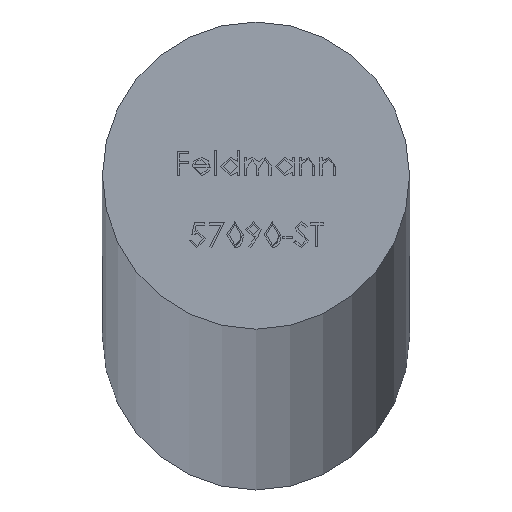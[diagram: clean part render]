
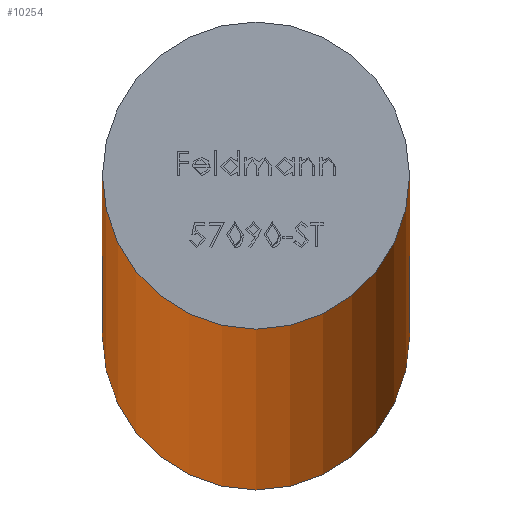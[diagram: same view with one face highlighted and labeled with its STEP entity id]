
A CAD part, top view. The second image highlights one B-rep face of the part: STEP entity #10254.
In plain terms, the highlighted cylindrical face has radius 5 mm (diameter 10 mm), a partial arc.
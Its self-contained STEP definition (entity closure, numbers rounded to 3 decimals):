
#314 = EDGE_CURVE ( 'NONE', #10725, #11637, #9319, .T. ) ;
#405 = CARTESIAN_POINT ( 'NONE',  ( 0., 0., 0. ) ) ;
#1107 = AXIS2_PLACEMENT_3D ( 'NONE', #1175, #10314, #4024 ) ;
#1164 = VERTEX_POINT ( 'NONE', #7255 ) ;
#1175 = CARTESIAN_POINT ( 'NONE',  ( 0., 0., -3000. ) ) ;
#1542 = CARTESIAN_POINT ( 'NONE',  ( 0., 0., -3000. ) ) ;
#2049 = CYLINDRICAL_SURFACE ( 'NONE', #1107, 5. ) ;
#2198 = CIRCLE ( 'NONE', #6388, 5. ) ;
#2289 = LINE ( 'NONE', #4527, #4294 ) ;
#2366 = DIRECTION ( 'NONE',  ( 1., 0., 0. ) ) ;
#2486 = DIRECTION ( 'NONE',  ( 0., 0., 1. ) ) ;
#2516 = DIRECTION ( 'NONE',  ( 0., 0., 1. ) ) ;
#2795 = CARTESIAN_POINT ( 'NONE',  ( 5., 0., 0. ) ) ;
#4014 = DIRECTION ( 'NONE',  ( 1., 0., 0. ) ) ;
#4024 = DIRECTION ( 'NONE',  ( 1., 0., 0. ) ) ;
#4294 = VECTOR ( 'NONE', #7305, 1000. ) ;
#4332 = AXIS2_PLACEMENT_3D ( 'NONE', #1542, #2486, #2366 ) ;
#4527 = CARTESIAN_POINT ( 'NONE',  ( 5., 0., -3000. ) ) ;
#4623 = CIRCLE ( 'NONE', #4332, 5. ) ;
#4703 = ORIENTED_EDGE ( 'NONE', *, *, #9385, .F. ) ;
#4832 = ORIENTED_EDGE ( 'NONE', *, *, #7332, .T. ) ;
#5731 = CARTESIAN_POINT ( 'NONE',  ( -5., 0., 0. ) ) ;
#6128 = CARTESIAN_POINT ( 'NONE',  ( -5., 0., -3000. ) ) ;
#6376 = EDGE_LOOP ( 'NONE', ( #10621, #6780, #4832, #4703 ) ) ;
#6388 = AXIS2_PLACEMENT_3D ( 'NONE', #405, #11236, #4014 ) ;
#6780 = ORIENTED_EDGE ( 'NONE', *, *, #9545, .T. ) ;
#7255 = CARTESIAN_POINT ( 'NONE',  ( 5., 0., -3000. ) ) ;
#7305 = DIRECTION ( 'NONE',  ( 0., 0., 1. ) ) ;
#7332 = EDGE_CURVE ( 'NONE', #1164, #8906, #2289, .T. ) ;
#8906 = VERTEX_POINT ( 'NONE', #2795 ) ;
#9319 = LINE ( 'NONE', #6128, #10458 ) ;
#9385 = EDGE_CURVE ( 'NONE', #11637, #8906, #2198, .T. ) ;
#9545 = EDGE_CURVE ( 'NONE', #10725, #1164, #4623, .T. ) ;
#10254 = ADVANCED_FACE ( 'NONE', ( #11426 ), #2049, .T. ) ;
#10314 = DIRECTION ( 'NONE',  ( 0., 0., 1. ) ) ;
#10458 = VECTOR ( 'NONE', #2516, 1000. ) ;
#10621 = ORIENTED_EDGE ( 'NONE', *, *, #314, .F. ) ;
#10725 = VERTEX_POINT ( 'NONE', #11654 ) ;
#11236 = DIRECTION ( 'NONE',  ( 0., 0., 1. ) ) ;
#11426 = FACE_OUTER_BOUND ( 'NONE', #6376, .T. ) ;
#11637 = VERTEX_POINT ( 'NONE', #5731 ) ;
#11654 = CARTESIAN_POINT ( 'NONE',  ( -5., 0., -3000. ) ) ;
